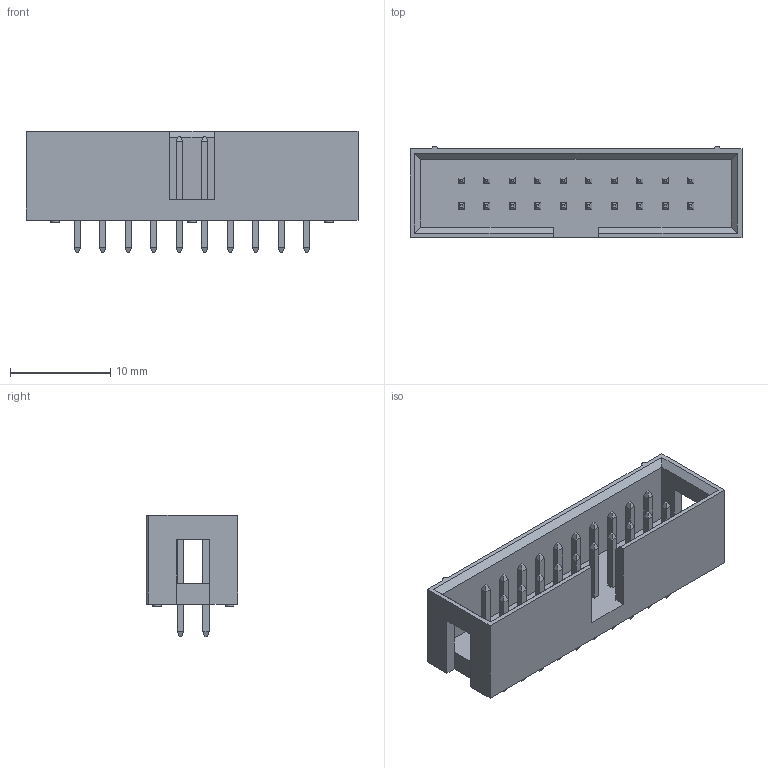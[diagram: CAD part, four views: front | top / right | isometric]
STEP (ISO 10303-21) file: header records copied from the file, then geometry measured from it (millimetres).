
FILE_DESCRIPTION( ( 'Unknown' ), '1' );
FILE_NAME( '61202021621.stp', 'Unknown', ( 'Unknown' ), ( 'Unknown' ), 'PSStep 15.0.49', 'Unknown', ' ' );
FILE_SCHEMA( ( 'AUTOMOTIVE_DESIGN { 1 0 10303 214 1 1 1 1 }' ) );
Length unit declared in the file: millimetre
Products named in the file (3): Assem1; 61202021621; 6120xx21621_PIN
Assembly tree (21 placements, depth 2):
  Assem1
    61202021621
    6120xx21621_PIN  x20
Bounding box: 33.06 x 9.1 x 12.1 mm (x, y, z)
Volume: 1146.2 mm3; surface area: 2411.1 mm2
Topology: 21 solids, 21 shells, 483 faces, 1075 edges, 636 vertices
Faces by surface type: plane 475, cylinder 8
Full cylindrical faces by diameter (mm): 0.85 x6
Entity records: 8179 total; most frequent: CARTESIAN_POINT 1096, ORIENTED_EDGE 1062, DIRECTION 1025, EDGE_CURVE 531, LINE 515, VECTOR 515, VERTEX_POINT 326, EDGE_LOOP 269
